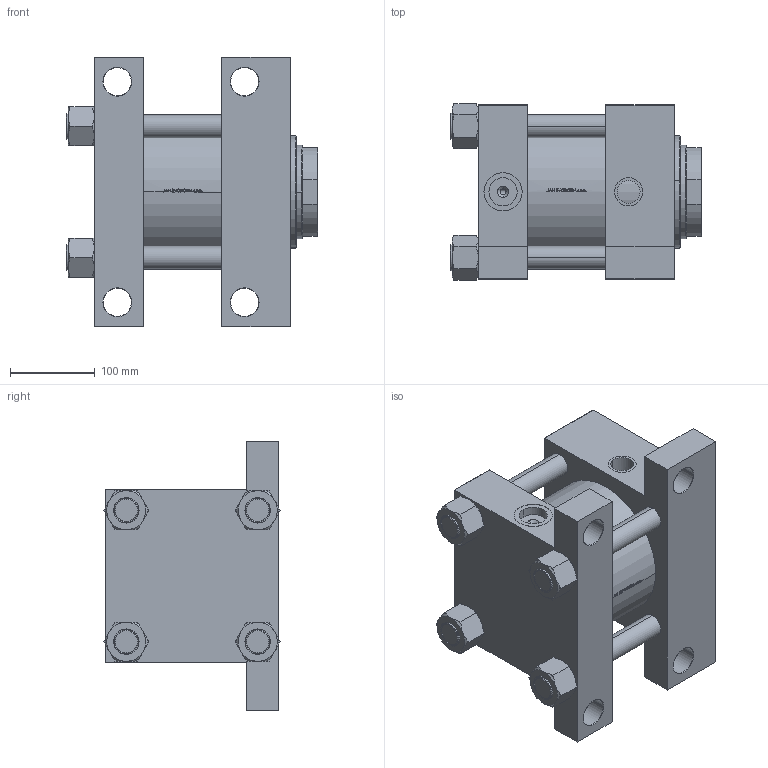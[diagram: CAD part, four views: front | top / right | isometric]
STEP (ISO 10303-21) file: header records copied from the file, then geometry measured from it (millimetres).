
FILE_DESCRIPTION (( 'STEP AP203' ), '1' );
FILE_NAME ('5afb.STEP', '2022-08-30T10:42:37', ( '' ), ( '' ), 'SwSTEP 2.0', 'SolidWorks 2019', '' );
FILE_SCHEMA (( 'CONFIG_CONTROL_DESIGN' ));
Length unit declared in the file: millimetre
Products named in the file (6): 5afb; V215CD_VCP_G 8ec8fac69d8e4919553d4b2c47adaf36; V215CD_NUT_M5_G 8ec8fac69d8e4919553d4b2c47adaf36; V215CD_VC_G 8ec8fac69d8e4919553d4b2c47adaf36; V215CD_G_Body 8ec8fac69d8e4919553d4b2c47adaf36; V215CD_G_TYCINKA 8ec8fac69d8e4919553d4b2c47adaf36
Assembly tree (11 placements, depth 2):
  5afb
    V215CD_G_Body 8ec8fac69d8e4919553d4b2c47adaf36
    V215CD_VC_G 8ec8fac69d8e4919553d4b2c47adaf36
    V215CD_VCP_G 8ec8fac69d8e4919553d4b2c47adaf36
    V215CD_G_TYCINKA 8ec8fac69d8e4919553d4b2c47adaf36  x4
    V215CD_NUT_M5_G 8ec8fac69d8e4919553d4b2c47adaf36  x4
Bounding box: 296 x 208.14 x 318 mm (x, y, z)
Volume: 8185910.9 mm3; surface area: 768126.6 mm2
Topology: 11 solids, 11 shells, 1135 faces, 2906 edges, 1875 vertices
Faces by surface type: plane 478, bspline 380, cone 144, cylinder 125, torus 8
Entity records: 47932 total; most frequent: CARTESIAN_POINT 25999, ORIENTED_EDGE 5076, DIRECTION 3108, EDGE_CURVE 2538, VERTEX_POINT 1653, LINE 1316, VECTOR 1316, EDGE_LOOP 1081
